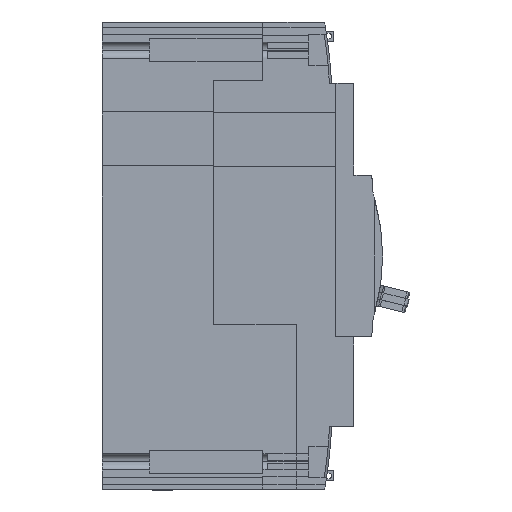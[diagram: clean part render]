
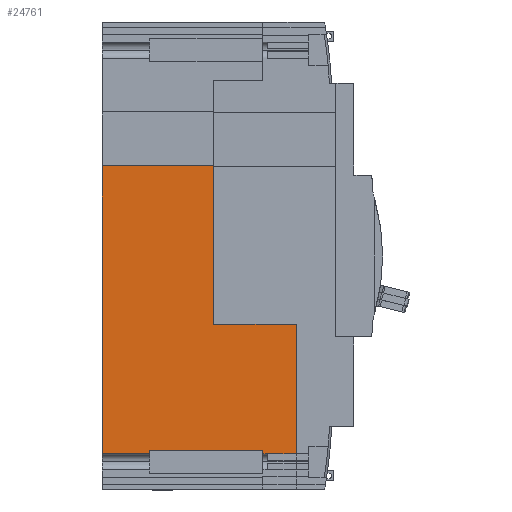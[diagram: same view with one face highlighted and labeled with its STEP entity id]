
A CAD part, left-side view. The second image highlights one B-rep face of the part: STEP entity #24761.
In plain terms, the highlighted planar face has unit normal (-1, 0, 0).
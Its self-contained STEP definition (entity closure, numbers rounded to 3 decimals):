
#12543=EDGE_CURVE('',#27933,#27503,#37148,.T.);
#12789=EDGE_CURVE('',#29483,#25641,#37413,.T.);
#16319=VERTEX_POINT('',#41268);
#16775=EDGE_CURVE('',#25387,#27271,#41761,.T.);
#18827=VERTEX_POINT('',#44028);
#19439=EDGE_CURVE('',#25387,#23219,#44696,.T.);
#23219=VERTEX_POINT('',#48821);
#24755=EDGE_CURVE('',#25641,#16319,#50483,.T.);
#24761=ADVANCED_FACE('',(#50489),#50490,.F.);
#25387=VERTEX_POINT('',#51179);
#25641=VERTEX_POINT('',#51456);
#25727=EDGE_CURVE('',#26161,#27933,#51550,.T.);
#26161=VERTEX_POINT('',#52021);
#26325=VERTEX_POINT('',#52200);
#26431=EDGE_CURVE('',#26325,#18827,#52318,.T.);
#27271=VERTEX_POINT('',#53234);
#27503=VERTEX_POINT('',#53490);
#27683=EDGE_CURVE('',#34393,#26325,#53684,.T.);
#27933=VERTEX_POINT('',#53955);
#29483=VERTEX_POINT('',#55635);
#32337=VERTEX_POINT('',#58763);
#32363=EDGE_CURVE('',#23219,#26161,#58793,.T.);
#32881=EDGE_CURVE('',#34393,#27271,#59352,.T.);
#34393=VERTEX_POINT('',#61014);
#35121=EDGE_CURVE('',#32337,#29483,#61810,.T.);
#35763=EDGE_CURVE('',#16319,#27503,#62507,.T.);
#36137=EDGE_CURVE('',#18827,#32337,#62918,.T.);
#37148=LINE('',#64104,#64105);
#37413=LINE('',#64482,#64483);
#41268=CARTESIAN_POINT('',(-38.05,-46.0,-55.));
#41761=LINE('',#70810,#70811);
#44028=CARTESIAN_POINT('',(-38.05,-13.2,-54.0));
#44696=LINE('',#74989,#74990);
#48821=CARTESIAN_POINT('',(-38.05,-31.0,25.0));
#50483=LINE('',#83505,#83506);
#50489=FACE_OUTER_BOUND('',#83516,.T.);
#50490=PLANE('',#83517);
#51179=CARTESIAN_POINT('',(-38.05,-31.0,25.05));
#51456=CARTESIAN_POINT('',(-38.05,-46.0,-55.001));
#51550=LINE('',#85044,#85045);
#52021=CARTESIAN_POINT('',(-38.05,-31.0,-19.0));
#52200=CARTESIAN_POINT('',(-38.05,-13.2,-55.001));
#52318=LINE('',#86130,#86131);
#53234=CARTESIAN_POINT('',(-38.05,0.0,25.05));
#53490=CARTESIAN_POINT('',(-38.05,-54.0,-55.));
#53684=LINE('',#88112,#88113);
#53955=CARTESIAN_POINT('',(-38.05,-54.0,-19.0));
#55635=CARTESIAN_POINT('',(-38.05,-44.65,-55.001));
#58763=CARTESIAN_POINT('',(-38.05,-44.65,-54.0));
#58793=LINE('',#95533,#95534);
#59352=LINE('',#96328,#96329);
#61014=CARTESIAN_POINT('',(-38.05,0.0,-55.001));
#61810=LINE('',#99831,#99832);
#62507=LINE('',#100820,#100821);
#62918=LINE('',#101398,#101399);
#64104=CARTESIAN_POINT('',(-38.05,-54.0,-64.9));
#64105=VECTOR('',#103161,1.0);
#64482=CARTESIAN_POINT('',(-38.05,-49.325,-55.001));
#64483=VECTOR('',#103385,1.0);
#70810=CARTESIAN_POINT('',(-38.05,-27.204,25.05));
#70811=VECTOR('',#107863,1.0);
#74989=CARTESIAN_POINT('',(-38.05,-31.0,-19.0));
#74990=VECTOR('',#111093,1.0);
#83505=CARTESIAN_POINT('',(-38.05,-46.0,-29.109));
#83506=VECTOR('',#117153,1.0);
#83516=EDGE_LOOP('',(#117157,#117158,#117159,#117160,#117161,#117162,#117163,#117164,#117165,#117166,#117167,#117168,#117169));
#83517=AXIS2_PLACEMENT_3D('',#117170,#117171,#117172);
#85044=CARTESIAN_POINT('',(-38.05,-54.0,-19.0));
#85045=VECTOR('',#118380,1.0);
#86130=CARTESIAN_POINT('',(-38.05,-13.2,-29.109));
#86131=VECTOR('',#119168,1.0);
#88112=CARTESIAN_POINT('',(-38.05,-6.6,-55.001));
#88113=VECTOR('',#120608,1.0);
#95533=CARTESIAN_POINT('',(-38.05,-31.0,-19.0));
#95534=VECTOR('',#125844,1.0);
#96328=CARTESIAN_POINT('',(-38.05,0.0,64.9));
#96329=VECTOR('',#126384,1.0);
#99831=CARTESIAN_POINT('',(-38.05,-44.65,-29.109));
#99832=VECTOR('',#129076,1.0);
#100820=CARTESIAN_POINT('',(-38.05,-34.704,-55.));
#100821=VECTOR('',#129858,1.0);
#101398=CARTESIAN_POINT('',(-38.05,-18.304,-54.0));
#101399=VECTOR('',#130357,1.0);
#103161=DIRECTION('',(-0.0,-0.0,-1.0));
#103385=DIRECTION('',(0.0,-1.0,0.0));
#107863=DIRECTION('',(0.0,1.0,0.0));
#111093=DIRECTION('',(-0.0,-0.0,-1.0));
#117153=DIRECTION('',(-0.0,0.0,1.0));
#117157=ORIENTED_EDGE('',*,*,#16775,.T.);
#117158=ORIENTED_EDGE('',*,*,#32881,.F.);
#117159=ORIENTED_EDGE('',*,*,#27683,.T.);
#117160=ORIENTED_EDGE('',*,*,#26431,.T.);
#117161=ORIENTED_EDGE('',*,*,#36137,.T.);
#117162=ORIENTED_EDGE('',*,*,#35121,.T.);
#117163=ORIENTED_EDGE('',*,*,#12789,.T.);
#117164=ORIENTED_EDGE('',*,*,#24755,.T.);
#117165=ORIENTED_EDGE('',*,*,#35763,.T.);
#117166=ORIENTED_EDGE('',*,*,#12543,.F.);
#117167=ORIENTED_EDGE('',*,*,#25727,.F.);
#117168=ORIENTED_EDGE('',*,*,#32363,.F.);
#117169=ORIENTED_EDGE('',*,*,#19439,.F.);
#117170=CARTESIAN_POINT('',(-38.05,-23.407,-0.968));
#117171=DIRECTION('',(1.0,0.0,0.0));
#117172=DIRECTION('',(0.0,1.0,0.0));
#118380=DIRECTION('',(-0.0,-1.0,-0.0));
#119168=DIRECTION('',(-0.0,0.0,1.0));
#120608=DIRECTION('',(0.0,-1.0,0.0));
#125844=DIRECTION('',(-0.0,-0.0,-1.0));
#126384=DIRECTION('',(0.0,0.0,1.0));
#129076=DIRECTION('',(0.0,0.0,-1.0));
#129858=DIRECTION('',(0.0,-1.0,0.0));
#130357=DIRECTION('',(0.0,-1.0,0.0));
